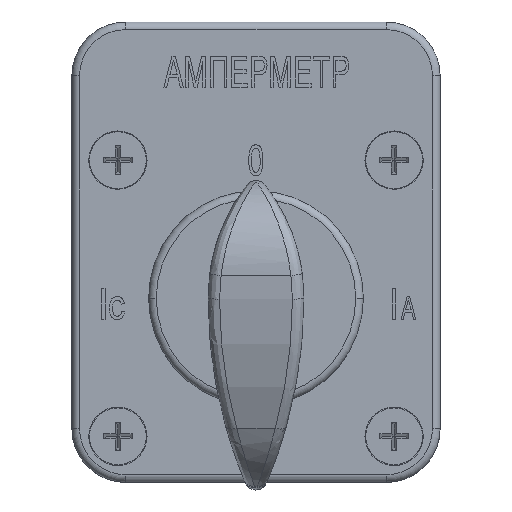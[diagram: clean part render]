
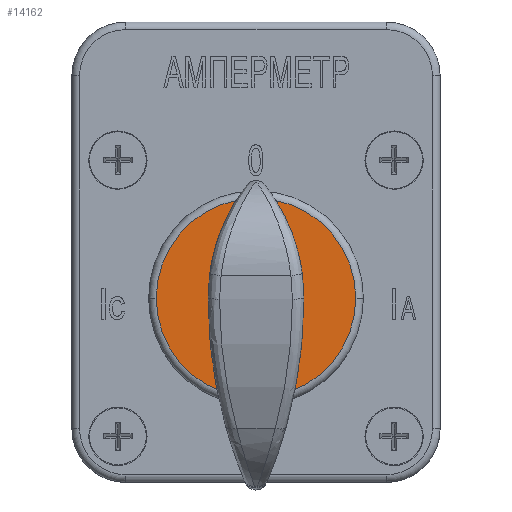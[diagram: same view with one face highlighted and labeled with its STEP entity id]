
A CAD part, top view. The second image highlights one B-rep face of the part: STEP entity #14162.
In plain terms, the highlighted planar face has unit normal (0, 0, 1).
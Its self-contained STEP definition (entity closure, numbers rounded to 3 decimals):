
#1474 = PLANE ( 'NONE',  #23303 ) ;
#1636 = CIRCLE ( 'NONE', #15402, 13. ) ;
#2207 = DIRECTION ( 'NONE',  ( 0., 0., 1. ) ) ;
#3397 = DIRECTION ( 'NONE',  ( 1., 0., 0. ) ) ;
#6508 = EDGE_CURVE ( 'NONE', #14312, #12482, #1636, .T. ) ;
#6622 = ORIENTED_EDGE ( 'NONE', *, *, #6508, .T. ) ;
#8918 = CARTESIAN_POINT ( 'NONE',  ( 0., 0., 14.8 ) ) ;
#9639 = EDGE_LOOP ( 'NONE', ( #16040, #6622 ) ) ;
#10828 = DIRECTION ( 'NONE',  ( 0., 0., 1. ) ) ;
#12482 = VERTEX_POINT ( 'NONE', #12810 ) ;
#12810 = CARTESIAN_POINT ( 'NONE',  ( 13., 0., 14.8 ) ) ;
#13186 = CARTESIAN_POINT ( 'NONE',  ( 0., 0., 14.8 ) ) ;
#13385 = EDGE_CURVE ( 'NONE', #12482, #14312, #16145, .T. ) ;
#14162 = ADVANCED_FACE ( 'NONE', ( #19573 ), #1474, .T. ) ;
#14281 = DIRECTION ( 'NONE',  ( 0., 0., 1. ) ) ;
#14312 = VERTEX_POINT ( 'NONE', #15081 ) ;
#15010 = DIRECTION ( 'NONE',  ( 1., 0., 0. ) ) ;
#15081 = CARTESIAN_POINT ( 'NONE',  ( -13., 0., 14.8 ) ) ;
#15402 = AXIS2_PLACEMENT_3D ( 'NONE', #13186, #2207, #15010 ) ;
#16040 = ORIENTED_EDGE ( 'NONE', *, *, #13385, .T. ) ;
#16145 = CIRCLE ( 'NONE', #23783, 13. ) ;
#19573 = FACE_OUTER_BOUND ( 'NONE', #9639, .T. ) ;
#21658 = CARTESIAN_POINT ( 'NONE',  ( 0., 0., 14.8 ) ) ;
#23303 = AXIS2_PLACEMENT_3D ( 'NONE', #8918, #14281, #3397 ) ;
#23502 = DIRECTION ( 'NONE',  ( 1., 0., 0. ) ) ;
#23783 = AXIS2_PLACEMENT_3D ( 'NONE', #21658, #10828, #23502 ) ;
